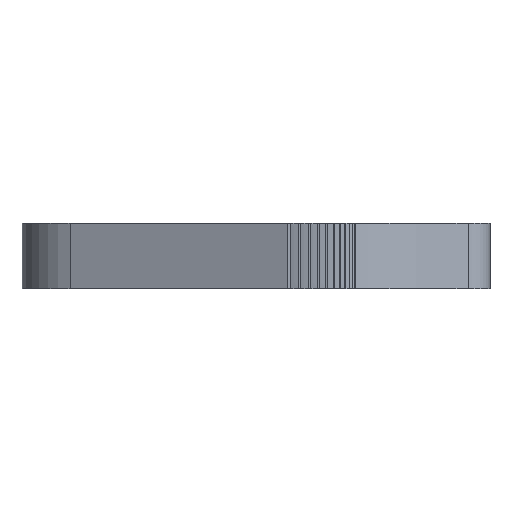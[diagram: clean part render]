
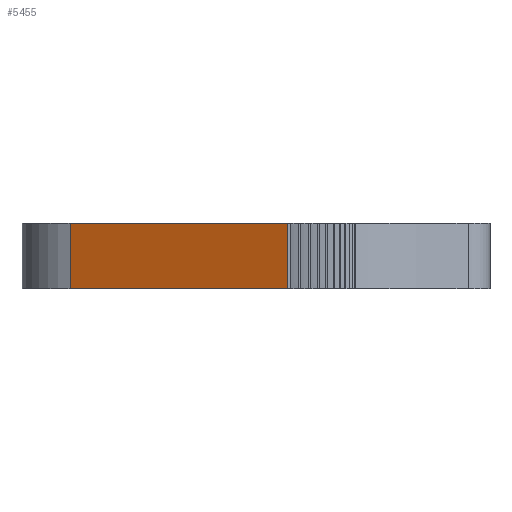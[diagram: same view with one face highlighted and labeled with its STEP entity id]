
A CAD part, left-side view. The second image highlights one B-rep face of the part: STEP entity #5455.
In plain terms, the highlighted planar face has unit normal (-0.912, 0.411, 0).
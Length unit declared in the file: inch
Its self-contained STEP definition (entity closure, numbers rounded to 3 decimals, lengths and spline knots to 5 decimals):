
#1199=CARTESIAN_POINT('',(-0.5698,0.25681,0.5));
#1200=VERTEX_POINT('',#1199);
#1208=CARTESIAN_POINT('',(-1.31972,-1.40709,0.5));
#1209=VERTEX_POINT('',#1208);
#1210=CARTESIAN_POINT('',(-0.5698,0.25681,0.5));
#1211=DIRECTION('',(-0.411,-0.912,0.));
#1212=VECTOR('',#1211,1.82508);
#1213=LINE('',#1210,#1212);
#1214=EDGE_CURVE('',#1200,#1209,#1213,.T.);
#5361=CARTESIAN_POINT('',(-1.31972,-1.40709,0.));
#5362=VERTEX_POINT('',#5361);
#5370=CARTESIAN_POINT('',(-0.5698,0.25681,0.));
#5371=VERTEX_POINT('',#5370);
#5372=CARTESIAN_POINT('',(-0.5698,0.25681,0.));
#5373=DIRECTION('',(-0.411,-0.912,0.));
#5374=VECTOR('',#5373,1.82508);
#5375=LINE('',#5372,#5374);
#5376=EDGE_CURVE('',#5371,#5362,#5375,.T.);
#5430=CARTESIAN_POINT('',(-0.5698,0.25681,0.5));
#5431=DIRECTION('',(0.,0.,-1.));
#5432=VECTOR('',#5431,0.5);
#5433=LINE('',#5430,#5432);
#5434=EDGE_CURVE('',#1200,#5371,#5433,.T.);
#5439=CARTESIAN_POINT('',(-1.31972,-1.40709,0.5));
#5440=DIRECTION('',(0.912,-0.411,0.));
#5441=DIRECTION('',(0.411,0.912,0.));
#5442=AXIS2_PLACEMENT_3D('',#5439,#5440,#5441);
#5443=PLANE('',#5442);
#5444=ORIENTED_EDGE('',*,*,#5376,.T.);
#5445=CARTESIAN_POINT('',(-1.31972,-1.40709,0.5));
#5446=DIRECTION('',(0.,0.,-1.));
#5447=VECTOR('',#5446,0.5);
#5448=LINE('',#5445,#5447);
#5449=EDGE_CURVE('',#1209,#5362,#5448,.T.);
#5450=ORIENTED_EDGE('',*,*,#5449,.F.);
#5451=ORIENTED_EDGE('',*,*,#1214,.F.);
#5452=ORIENTED_EDGE('',*,*,#5434,.T.);
#5453=EDGE_LOOP('',(#5444,#5450,#5451,#5452));
#5454=FACE_BOUND('',#5453,.T.);
#5455=ADVANCED_FACE('',(#5454),#5443,.F.);
